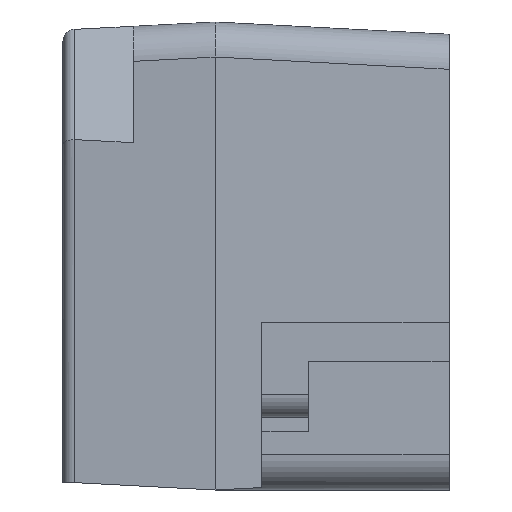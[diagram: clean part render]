
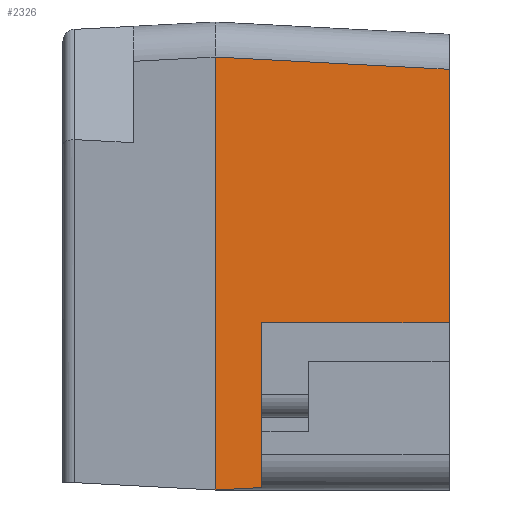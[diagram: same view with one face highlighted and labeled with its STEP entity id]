
A CAD part, left-side view. The second image highlights one B-rep face of the part: STEP entity #2326.
In plain terms, the highlighted planar face has unit normal (-0.999, -0.052, 0).
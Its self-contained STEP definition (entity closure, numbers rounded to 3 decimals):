
#105 = AXIS2_PLACEMENT_3D ( 'NONE', #15783, #2733, #8000 ) ;
#375 = ORIENTED_EDGE ( 'NONE', *, *, #567, .T. ) ;
#567 = EDGE_CURVE ( 'NONE', #12567, #12185, #15861, .T. ) ;
#873 = VERTEX_POINT ( 'NONE', #1591 ) ;
#1591 = CARTESIAN_POINT ( 'NONE',  ( -2., 0., -1. ) ) ;
#2326 = ADVANCED_FACE ( 'NONE', ( #3563 ), #15703, .T. ) ;
#2733 = DIRECTION ( 'NONE',  ( -0.999, -0.052, 0. ) ) ;
#2989 = EDGE_CURVE ( 'NONE', #16001, #11388, #6405, .T. ) ;
#3426 = ORIENTED_EDGE ( 'NONE', *, *, #2989, .T. ) ;
#3563 = FACE_OUTER_BOUND ( 'NONE', #15651, .T. ) ;
#4780 = LINE ( 'NONE', #5621, #12241 ) ;
#4840 = EDGE_CURVE ( 'NONE', #12185, #5429, #11752, .T. ) ;
#5309 = CARTESIAN_POINT ( 'NONE',  ( -2., 0., -1. ) ) ;
#5429 = VERTEX_POINT ( 'NONE', #5948 ) ;
#5621 = CARTESIAN_POINT ( 'NONE',  ( -2., 0., -1. ) ) ;
#5637 = EDGE_CURVE ( 'NONE', #11388, #12567, #7385, .T. ) ;
#5948 = CARTESIAN_POINT ( 'NONE',  ( -2., 0., 0.85 ) ) ;
#6362 = DIRECTION ( 'NONE',  ( 0., 0., 1. ) ) ;
#6405 = LINE ( 'NONE', #14312, #15590 ) ;
#6505 = CARTESIAN_POINT ( 'NONE',  ( -1.99, -0.2, -0.284 ) ) ;
#6670 = DIRECTION ( 'NONE',  ( -0.052, 0.997, 0.052 ) ) ;
#7385 = LINE ( 'NONE', #8296, #9626 ) ;
#8000 = DIRECTION ( 'NONE',  ( 0.052, -0.999, 0. ) ) ;
#8056 = ORIENTED_EDGE ( 'NONE', *, *, #11949, .F. ) ;
#8296 = CARTESIAN_POINT ( 'NONE',  ( -2., 0., -0.284 ) ) ;
#8507 = VECTOR ( 'NONE', #14628, 1000. ) ;
#9626 = VECTOR ( 'NONE', #16789, 1000. ) ;
#10375 = CARTESIAN_POINT ( 'NONE',  ( -1.995, -0.096, 0.845 ) ) ;
#11388 = VERTEX_POINT ( 'NONE', #6505 ) ;
#11752 = LINE ( 'NONE', #10375, #14168 ) ;
#11867 = LINE ( 'NONE', #5309, #13084 ) ;
#11949 = EDGE_CURVE ( 'NONE', #873, #5429, #11867, .T. ) ;
#12185 = VERTEX_POINT ( 'NONE', #12202 ) ;
#12202 = CARTESIAN_POINT ( 'NONE',  ( -1.948, -1., 0.798 ) ) ;
#12241 = VECTOR ( 'NONE', #15534, 1000. ) ;
#12567 = VERTEX_POINT ( 'NONE', #12890 ) ;
#12890 = CARTESIAN_POINT ( 'NONE',  ( -1.948, -1., -0.284 ) ) ;
#13000 = DIRECTION ( 'NONE',  ( 0., 0., 1. ) ) ;
#13084 = VECTOR ( 'NONE', #6362, 1000. ) ;
#13317 = ORIENTED_EDGE ( 'NONE', *, *, #5637, .T. ) ;
#14168 = VECTOR ( 'NONE', #6670, 1000. ) ;
#14312 = CARTESIAN_POINT ( 'NONE',  ( -1.99, -0.2, -1. ) ) ;
#14628 = DIRECTION ( 'NONE',  ( 0., 0., 1. ) ) ;
#14802 = CARTESIAN_POINT ( 'NONE',  ( -1.99, -0.2, -0.99 ) ) ;
#15424 = ORIENTED_EDGE ( 'NONE', *, *, #4840, .T. ) ;
#15534 = DIRECTION ( 'NONE',  ( -0.052, 0.997, -0.052 ) ) ;
#15590 = VECTOR ( 'NONE', #13000, 1000. ) ;
#15651 = EDGE_LOOP ( 'NONE', ( #3426, #13317, #375, #15424, #8056, #16276 ) ) ;
#15703 = PLANE ( 'NONE',  #105 ) ;
#15783 = CARTESIAN_POINT ( 'NONE',  ( -2., 0., -1. ) ) ;
#15861 = LINE ( 'NONE', #15961, #8507 ) ;
#15961 = CARTESIAN_POINT ( 'NONE',  ( -1.948, -1., 0. ) ) ;
#16001 = VERTEX_POINT ( 'NONE', #14802 ) ;
#16276 = ORIENTED_EDGE ( 'NONE', *, *, #17352, .F. ) ;
#16789 = DIRECTION ( 'NONE',  ( 0.052, -0.999, 0. ) ) ;
#17352 = EDGE_CURVE ( 'NONE', #16001, #873, #4780, .T. ) ;
